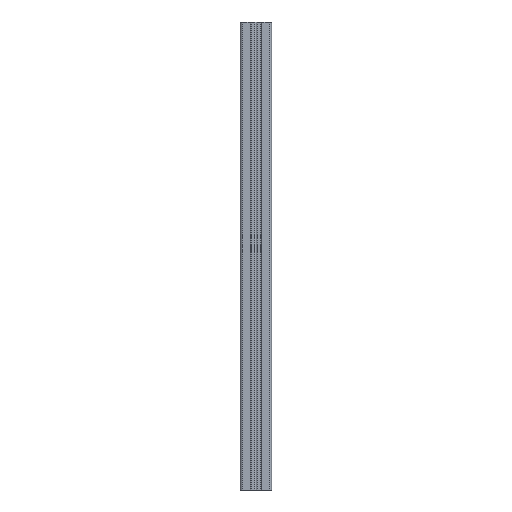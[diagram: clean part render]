
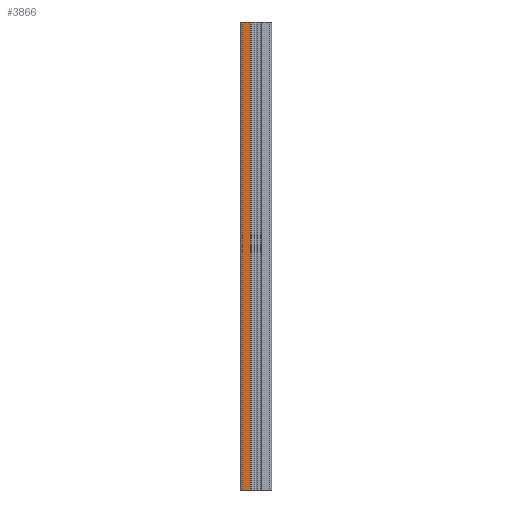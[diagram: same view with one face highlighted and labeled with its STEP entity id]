
A CAD part, left-side view. The second image highlights one B-rep face of the part: STEP entity #3866.
In plain terms, the highlighted planar face has unit normal (-1, 0, 0).
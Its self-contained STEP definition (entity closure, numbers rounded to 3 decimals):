
#180 = VERTEX_POINT ( 'NONE', #1877 ) ;
#192 = VERTEX_POINT ( 'NONE', #1849 ) ;
#295 = ORIENTED_EDGE ( 'NONE', *, *, #2454, .F. ) ;
#296 = VECTOR ( 'NONE', #4717, 1000. ) ;
#443 = CARTESIAN_POINT ( 'NONE',  ( 0., 0., 300. ) ) ;
#517 = DIRECTION ( 'NONE',  ( 0., 0., -1. ) ) ;
#919 = DIRECTION ( 'NONE',  ( 1., 0., 0. ) ) ;
#1434 = CARTESIAN_POINT ( 'NONE',  ( 0., 4.75, 0. ) ) ;
#1465 = DIRECTION ( 'NONE',  ( 0., -1., 0. ) ) ;
#1603 = VECTOR ( 'NONE', #3906, 1000. ) ;
#1774 = CARTESIAN_POINT ( 'NONE',  ( 0., 0., 0. ) ) ;
#1849 = CARTESIAN_POINT ( 'NONE',  ( 0., 4.75, 0. ) ) ;
#1877 = CARTESIAN_POINT ( 'NONE',  ( 0., 4.75, 300. ) ) ;
#2058 = EDGE_CURVE ( 'NONE', #192, #2579, #3984, .T. ) ;
#2332 = LINE ( 'NONE', #4082, #2541 ) ;
#2454 = EDGE_CURVE ( 'NONE', #180, #5478, #4501, .T. ) ;
#2511 = ORIENTED_EDGE ( 'NONE', *, *, #4414, .F. ) ;
#2541 = VECTOR ( 'NONE', #5288, 1000. ) ;
#2579 = VERTEX_POINT ( 'NONE', #1774 ) ;
#2667 = PLANE ( 'NONE',  #2737 ) ;
#2737 = AXIS2_PLACEMENT_3D ( 'NONE', #3094, #919, #517 ) ;
#3094 = CARTESIAN_POINT ( 'NONE',  ( 0., 4.75, 300. ) ) ;
#3761 = EDGE_LOOP ( 'NONE', ( #3792, #2511, #295, #4417 ) ) ;
#3765 = EDGE_CURVE ( 'NONE', #180, #192, #2332, .T. ) ;
#3792 = ORIENTED_EDGE ( 'NONE', *, *, #2058, .T. ) ;
#3846 = VECTOR ( 'NONE', #1465, 1000. ) ;
#3866 = ADVANCED_FACE ( 'NONE', ( #4705 ), #2667, .F. ) ;
#3906 = DIRECTION ( 'NONE',  ( 0., -1., 0. ) ) ;
#3984 = LINE ( 'NONE', #1434, #3846 ) ;
#4082 = CARTESIAN_POINT ( 'NONE',  ( 0., 4.75, 300. ) ) ;
#4414 = EDGE_CURVE ( 'NONE', #5478, #2579, #5359, .T. ) ;
#4417 = ORIENTED_EDGE ( 'NONE', *, *, #3765, .T. ) ;
#4501 = LINE ( 'NONE', #5134, #1603 ) ;
#4705 = FACE_OUTER_BOUND ( 'NONE', #3761, .T. ) ;
#4717 = DIRECTION ( 'NONE',  ( 0., 0., -1. ) ) ;
#5125 = CARTESIAN_POINT ( 'NONE',  ( 0., 0., 300. ) ) ;
#5134 = CARTESIAN_POINT ( 'NONE',  ( 0., 4.75, 300. ) ) ;
#5288 = DIRECTION ( 'NONE',  ( 0., 0., -1. ) ) ;
#5359 = LINE ( 'NONE', #5125, #296 ) ;
#5478 = VERTEX_POINT ( 'NONE', #443 ) ;
